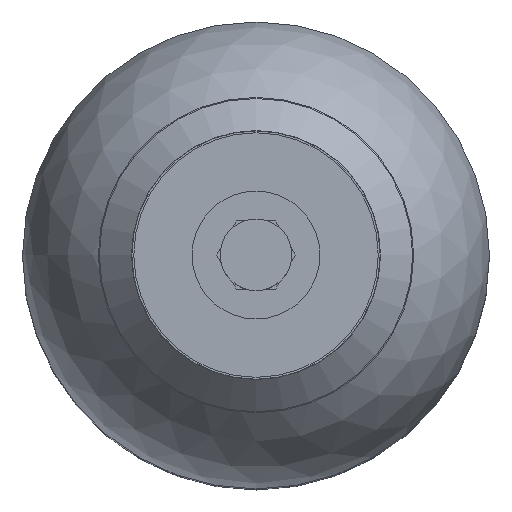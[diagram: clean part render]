
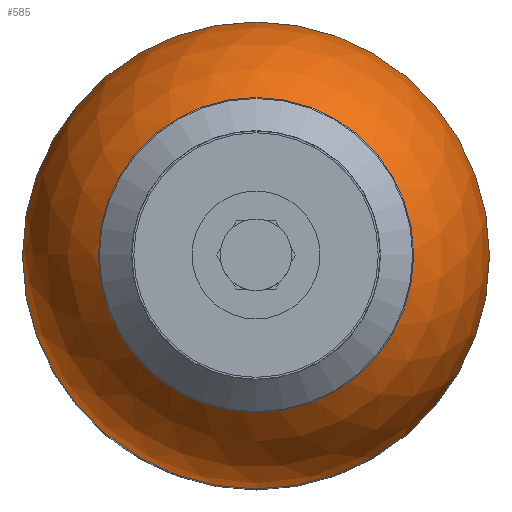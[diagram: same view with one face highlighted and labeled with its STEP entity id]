
A CAD part, top view. The second image highlights one B-rep face of the part: STEP entity #585.
In plain terms, the highlighted spherical face has radius 109.55 mm.
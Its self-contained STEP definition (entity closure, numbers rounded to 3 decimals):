
#585 = ADVANCED_FACE( '', ( #1291, #1292 ), #1293, .T. );
#1291 = FACE_OUTER_BOUND( '', #2095, .T. );
#1292 = FACE_OUTER_BOUND( '', #2096, .T. );
#1293 = SPHERICAL_SURFACE( '', #2097, 109.55 );
#2095 = EDGE_LOOP( '', ( #4066 ) );
#2096 = EDGE_LOOP( '', ( #4067 ) );
#2097 = AXIS2_PLACEMENT_3D( '', #4068, #4069, #4070 );
#4066 = ORIENTED_EDGE( '', *, *, #5646, .T. );
#4067 = ORIENTED_EDGE( '', *, *, #5513, .F. );
#4068 = CARTESIAN_POINT( '', ( 0., 0., 170.687 ) );
#4069 = DIRECTION( '', ( 0., 0., -1. ) );
#4070 = DIRECTION( '', ( -1., 0., 0. ) );
#5513 = EDGE_CURVE( '', #6581, #6581, #6582, .T. );
#5646 = EDGE_CURVE( '', #6755, #6755, #6756, .T. );
#6581 = VERTEX_POINT( '', #9486 );
#6582 = CIRCLE( '', #9487, 109.55 );
#6755 = VERTEX_POINT( '', #10030 );
#6756 = CIRCLE( '', #10031, 30. );
#9486 = CARTESIAN_POINT( '', ( -109.55, 0., 170.687 ) );
#9487 = AXIS2_PLACEMENT_3D( '', #10970, #10971, #10972 );
#10030 = CARTESIAN_POINT( '', ( -30., 0., 276.05 ) );
#10031 = AXIS2_PLACEMENT_3D( '', #11149, #11150, #11151 );
#10970 = CARTESIAN_POINT( '', ( 0., 0., 170.687 ) );
#10971 = DIRECTION( '', ( 0., 0., -1. ) );
#10972 = DIRECTION( '', ( -1., 0., 0. ) );
#11149 = CARTESIAN_POINT( '', ( 0., 0., 276.05 ) );
#11150 = DIRECTION( '', ( 0., 0., -1. ) );
#11151 = DIRECTION( '', ( -1., 0., 0. ) );
